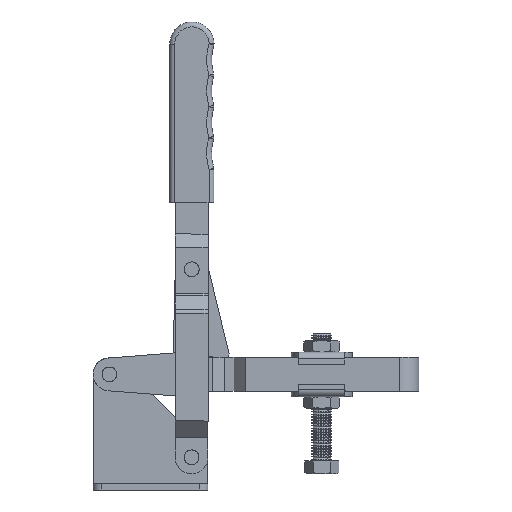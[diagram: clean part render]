
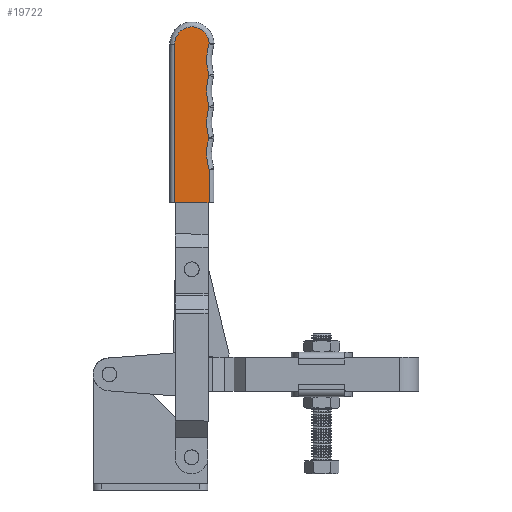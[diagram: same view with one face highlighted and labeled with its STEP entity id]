
A CAD part, left-side view. The second image highlights one B-rep face of the part: STEP entity #19722.
In plain terms, the highlighted free-form (B-spline) face has degree [1, 1] with [2, 2] control points.
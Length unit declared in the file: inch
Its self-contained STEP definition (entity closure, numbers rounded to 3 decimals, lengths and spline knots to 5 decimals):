
#8943=VERTEX_POINT('',#23723);
#9088=EDGE_CURVE('',#20153,#8943,#23877,.F.);
#9150=EDGE_CURVE('',#14024,#20681,#23945,.T.);
#9164=VERTEX_POINT('',#23959);
#9285=VERTEX_POINT('',#24087);
#9919=EDGE_CURVE('',#15162,#9285,#24753,.T.);
#10179=VERTEX_POINT('',#25027);
#10294=EDGE_CURVE('',#13601,#10179,#25147,.T.);
#10476=VERTEX_POINT('',#25338);
#10550=VERTEX_POINT('',#25416);
#11029=EDGE_CURVE('',#15175,#20738,#25925,.T.);
#11645=EDGE_CURVE('',#9285,#20153,#26561,.T.);
#12057=VERTEX_POINT('',#26993);
#13601=VERTEX_POINT('',#28615);
#13804=EDGE_CURVE('',#20331,#13601,#28825,.T.);
#14024=VERTEX_POINT('',#29049);
#14965=EDGE_CURVE('',#15804,#14024,#30046,.T.);
#15162=VERTEX_POINT('',#30254);
#15175=VERTEX_POINT('',#30268);
#15804=VERTEX_POINT('',#30922);
#16809=EDGE_CURVE('',#12057,#15162,#31965,.T.);
#16847=EDGE_CURVE('',#8943,#10550,#32007,.F.);
#18159=EDGE_CURVE('',#10179,#15804,#33385,.T.);
#18361=EDGE_CURVE('',#10550,#9164,#33593,.T.);
#18832=EDGE_CURVE('',#10476,#12057,#34088,.T.);
#19722=ADVANCED_FACE('',(#35027),#35028,.F.);
#19962=EDGE_CURVE('',#20681,#15175,#35286,.T.);
#20153=VERTEX_POINT('',#35486);
#20331=VERTEX_POINT('',#35673);
#20681=VERTEX_POINT('',#36045);
#20738=VERTEX_POINT('',#36105);
#20964=EDGE_CURVE('',#9164,#20331,#36341,.T.);
#21230=EDGE_CURVE('',#20738,#10476,#36615,.T.);
#23723=CARTESIAN_POINT('',(-0.27559,-2.77574,9.9406));
#23877=B_SPLINE_CURVE_WITH_KNOTS('',3,(#40844,#40845,#40846,#40847,#40848,#40849,#40850),.UNSPECIFIED.,.F.,.F.,(4,3,4),(0.0,0.66765,1.0),.UNSPECIFIED.);
#23945=CIRCLE('',#40958,0.41339);
#23959=CARTESIAN_POINT('',(-0.27559,-2.77441,8.44454));
#24087=CARTESIAN_POINT('',(-0.27559,-2.7733,10.78454));
#24753=CIRCLE('',#42211,0.41339);
#25027=CARTESIAN_POINT('',(-0.27559,-1.95435,6.88504));
#25147=LINE('',#42804,#42805);
#25338=CARTESIAN_POINT('',(-0.27559,-2.59148,11.03874));
#25416=CARTESIAN_POINT('',(-0.27559,-2.77795,9.19257));
#25925=CIRCLE('',#43870,0.41339);
#26561=CIRCLE('',#44864,0.41339);
#26993=CARTESIAN_POINT('',(-0.27559,-2.65472,10.98975));
#28615=CARTESIAN_POINT('',(-0.27559,-2.78112,6.88431));
#28825=LINE('',#48605,#48606);
#29049=CARTESIAN_POINT('',(-0.27559,-1.96554,10.76898));
#30046=CIRCLE('',#50945,0.41339);
#30254=CARTESIAN_POINT('',(-0.27559,-2.74737,10.86022));
#30268=CARTESIAN_POINT('',(-0.27559,-2.28369,11.09303));
#30922=CARTESIAN_POINT('',(-0.27559,-1.95773,10.68936));
#31965=CIRCLE('',#54527,0.41339);
#32007=B_SPLINE_CURVE_WITH_KNOTS('',3,(#54615,#54616,#54617,#54618,#54619,#54620,#54621),.UNSPECIFIED.,.F.,.F.,(4,3,4),(0.0,0.6676,1.0),.UNSPECIFIED.);
#33385=LINE('',#61204,#61205);
#33593=(B_SPLINE_CURVE(2,(#61520,#61521,#61522),.UNSPECIFIED.,.F.,.F.)B_SPLINE_CURVE_WITH_KNOTS((3,3),(0.,0.54976),.UNSPECIFIED.)RATIONAL_B_SPLINE_CURVE((1.0,0.962,1.0))BOUNDED_CURVE()REPRESENTATION_ITEM('')GEOMETRIC_REPRESENTATION_ITEM()CURVE());
#34088=CIRCLE('',#62598,0.41339);
#35027=FACE_OUTER_BOUND('',#64079,.T.);
#35028=B_SPLINE_SURFACE_WITH_KNOTS('',1,1,((#64080,#64081),(#64082,#64083)),.UNSPECIFIED.,.F.,.F.,.F.,(2,2),(2,2),(0.0,1.0),(0.0,1.0),.UNSPECIFIED.);
#35286=CIRCLE('',#64553,0.41339);
#35486=CARTESIAN_POINT('',(-0.27559,-2.78418,10.70528));
#35673=CARTESIAN_POINT('',(-0.27559,-2.78182,7.67872));
#36045=CARTESIAN_POINT('',(-0.27559,-1.98854,10.8456));
#36105=CARTESIAN_POINT('',(-0.27559,-2.51998,11.07464));
#36341=(B_SPLINE_CURVE(2,(#66189,#66190,#66191),.UNSPECIFIED.,.F.,.F.)B_SPLINE_CURVE_WITH_KNOTS((3,3),(0.,0.5632),.UNSPECIFIED.)RATIONAL_B_SPLINE_CURVE((1.0,0.961,1.0))BOUNDED_CURVE()REPRESENTATION_ITEM('')GEOMETRIC_REPRESENTATION_ITEM()CURVE());
#36615=CIRCLE('',#66659,0.41339);
#40844=CARTESIAN_POINT('',(-0.27559,-2.77574,9.9406));
#40845=CARTESIAN_POINT('',(-0.27559,-2.72973,10.10674));
#40846=CARTESIAN_POINT('',(-0.27559,-2.71552,10.2814));
#40847=CARTESIAN_POINT('',(-0.27559,-2.73342,10.45315));
#40848=CARTESIAN_POINT('',(-0.27559,-2.74234,10.53865));
#40849=CARTESIAN_POINT('',(-0.27559,-2.75946,10.62311));
#40850=CARTESIAN_POINT('',(-0.27559,-2.78418,10.70528));
#40958=AXIS2_PLACEMENT_3D('',#70177,#70178,#70179);
#42211=AXIS2_PLACEMENT_3D('',#71093,#71094,#71095);
#42804=CARTESIAN_POINT('',(-0.27559,-2.78112,6.88431));
#42805=VECTOR('',#71545,0.82677);
#43870=AXIS2_PLACEMENT_3D('',#72559,#72560,#72561);
#44864=AXIS2_PLACEMENT_3D('',#73222,#73223,#73224);
#48605=CARTESIAN_POINT('',(-0.27559,-2.78182,7.67872));
#48606=VECTOR('',#75644,0.79442);
#50945=AXIS2_PLACEMENT_3D('',#77089,#77090,#77091);
#54527=AXIS2_PLACEMENT_3D('',#79046,#79047,#79048);
#54615=CARTESIAN_POINT('',(-0.27559,-2.77795,9.19257));
#54616=CARTESIAN_POINT('',(-0.27559,-2.73173,9.35462));
#54617=CARTESIAN_POINT('',(-0.27559,-2.7158,9.52506));
#54618=CARTESIAN_POINT('',(-0.27559,-2.73061,9.69321));
#54619=CARTESIAN_POINT('',(-0.27559,-2.73798,9.77692));
#54620=CARTESIAN_POINT('',(-0.27559,-2.7532,9.85978));
#54621=CARTESIAN_POINT('',(-0.27559,-2.77574,9.9406));
#61204=CARTESIAN_POINT('',(-0.27559,-1.95435,6.88504));
#61205=VECTOR('',#80770,3.80432);
#61520=CARTESIAN_POINT('',(-0.27559,-2.77795,9.19257));
#61521=CARTESIAN_POINT('',(-0.27559,-2.6707,8.81905));
#61522=CARTESIAN_POINT('',(-0.27559,-2.77441,8.44454));
#62598=AXIS2_PLACEMENT_3D('',#81522,#81523,#81524);
#64079=EDGE_LOOP('',(#82606,#82607,#82608,#82609,#82610,#82611,#82612,#82613,#82614,#82615,#82616,#82617,#82618,#82619,#82620,#82621));
#64080=CARTESIAN_POINT('',(-0.27559,-2.78489,11.12732));
#64081=CARTESIAN_POINT('',(-0.27559,-1.95812,11.12805));
#64082=CARTESIAN_POINT('',(-0.27559,-2.78112,6.88431));
#64083=CARTESIAN_POINT('',(-0.27559,-1.95435,6.88504));
#64553=AXIS2_PLACEMENT_3D('',#82918,#82919,#82920);
#66189=CARTESIAN_POINT('',(-0.27559,-2.77441,8.44454));
#66190=CARTESIAN_POINT('',(-0.27559,-2.66735,8.06056));
#66191=CARTESIAN_POINT('',(-0.27559,-2.78182,7.67872));
#66659=AXIS2_PLACEMENT_3D('',#84316,#84317,#84318);
#70177=CARTESIAN_POINT('',(-0.27559,-2.37111,10.68899));
#70178=DIRECTION('',(1.0,0.,0.));
#70179=DIRECTION('',(0.,1.,0.001));
#71093=CARTESIAN_POINT('',(-0.27559,-2.37111,10.68899));
#71094=DIRECTION('',(1.0,0.,0.));
#71095=DIRECTION('',(0.,1.,0.001));
#71545=DIRECTION('',(0.,1.,0.001));
#72559=CARTESIAN_POINT('',(-0.27559,-2.37111,10.68899));
#72560=DIRECTION('',(1.0,0.,0.));
#72561=DIRECTION('',(0.,1.,0.001));
#73222=CARTESIAN_POINT('',(-0.27559,-2.37111,10.68899));
#73223=DIRECTION('',(1.0,0.,0.));
#73224=DIRECTION('',(0.,1.,0.001));
#75644=DIRECTION('',(0.,0.001,-1.));
#77089=CARTESIAN_POINT('',(-0.27559,-2.37111,10.68899));
#77090=DIRECTION('',(1.0,0.,0.));
#77091=DIRECTION('',(0.,1.,0.001));
#79046=CARTESIAN_POINT('',(-0.27559,-2.37111,10.68899));
#79047=DIRECTION('',(1.0,0.,0.));
#79048=DIRECTION('',(0.,1.,0.001));
#80770=DIRECTION('',(0.,-0.001,1.));
#81522=CARTESIAN_POINT('',(-0.27559,-2.37111,10.68899));
#81523=DIRECTION('',(1.0,0.,0.));
#81524=DIRECTION('',(0.,1.,0.001));
#82606=ORIENTED_EDGE('',*,*,#18159,.F.);
#82607=ORIENTED_EDGE('',*,*,#10294,.F.);
#82608=ORIENTED_EDGE('',*,*,#13804,.F.);
#82609=ORIENTED_EDGE('',*,*,#20964,.F.);
#82610=ORIENTED_EDGE('',*,*,#18361,.F.);
#82611=ORIENTED_EDGE('',*,*,#16847,.F.);
#82612=ORIENTED_EDGE('',*,*,#9088,.F.);
#82613=ORIENTED_EDGE('',*,*,#11645,.F.);
#82614=ORIENTED_EDGE('',*,*,#9919,.F.);
#82615=ORIENTED_EDGE('',*,*,#16809,.F.);
#82616=ORIENTED_EDGE('',*,*,#18832,.F.);
#82617=ORIENTED_EDGE('',*,*,#21230,.F.);
#82618=ORIENTED_EDGE('',*,*,#11029,.F.);
#82619=ORIENTED_EDGE('',*,*,#19962,.F.);
#82620=ORIENTED_EDGE('',*,*,#9150,.F.);
#82621=ORIENTED_EDGE('',*,*,#14965,.F.);
#82918=CARTESIAN_POINT('',(-0.27559,-2.37111,10.68899));
#82919=DIRECTION('',(1.0,0.,0.));
#82920=DIRECTION('',(0.,1.,0.001));
#84316=CARTESIAN_POINT('',(-0.27559,-2.37111,10.68899));
#84317=DIRECTION('',(1.0,0.,0.));
#84318=DIRECTION('',(0.,1.,0.001));
